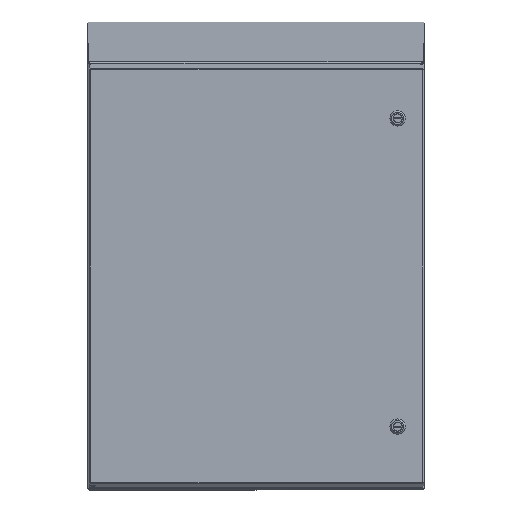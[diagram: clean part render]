
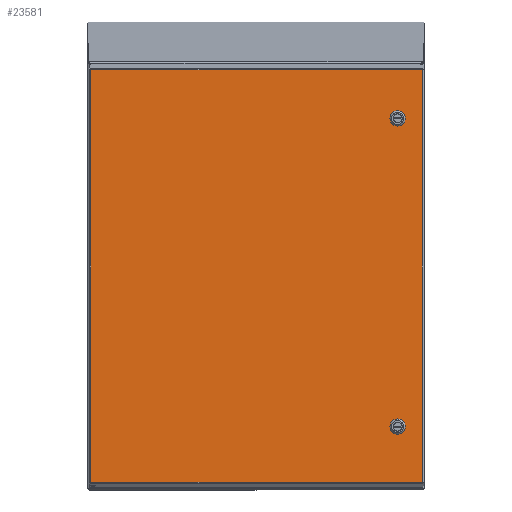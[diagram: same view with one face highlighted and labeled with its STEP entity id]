
A CAD part, top view. The second image highlights one B-rep face of the part: STEP entity #23581.
In plain terms, the highlighted planar face has unit normal (0, 0, 1).
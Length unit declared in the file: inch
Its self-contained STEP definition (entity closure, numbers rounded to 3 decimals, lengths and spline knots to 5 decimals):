
#21758=CARTESIAN_POINT('',(21.96087,-24.83316,0.074));
#21759=VERTEX_POINT('',#21758);
#21766=CARTESIAN_POINT('',(21.77499,-24.64723,0.074));
#21767=VERTEX_POINT('',#21766);
#21768=CARTESIAN_POINT('',(21.56134,-25.04668,0.074));
#21769=DIRECTION('',(0.0,0.0,-1.0));
#21770=DIRECTION('',(0.882,0.471,0.0));
#21771=AXIS2_PLACEMENT_3D('',#21768,#21769,#21770);
#21772=CIRCLE('',#21771,0.453);
#21773=EDGE_CURVE('',#21767,#21759,#21772,.T.);
#21798=CARTESIAN_POINT('',(21.34787,-24.64723,0.074));
#21799=VERTEX_POINT('',#21798);
#21800=CARTESIAN_POINT('',(21.34787,-24.64723,0.074));
#21801=DIRECTION('',(1.0,0.,0.0));
#21802=VECTOR('',#21801,0.42712);
#21803=LINE('',#21800,#21802);
#21804=EDGE_CURVE('',#21799,#21767,#21803,.T.);
#21830=CARTESIAN_POINT('',(21.16187,-24.83316,0.074));
#21831=VERTEX_POINT('',#21830);
#21832=CARTESIAN_POINT('',(21.56134,-25.04677,0.074));
#21833=DIRECTION('',(0.0,0.0,-1.0));
#21834=DIRECTION('',(-0.471,0.882,0.0));
#21835=AXIS2_PLACEMENT_3D('',#21832,#21833,#21834);
#21836=CIRCLE('',#21835,0.453);
#21837=EDGE_CURVE('',#21831,#21799,#21836,.T.);
#21862=CARTESIAN_POINT('',(21.16187,-25.26029,0.074));
#21863=VERTEX_POINT('',#21862);
#21864=CARTESIAN_POINT('',(21.16187,-25.26029,0.074));
#21865=DIRECTION('',(0.,1.0,0.0));
#21866=VECTOR('',#21865,0.42712);
#21867=LINE('',#21864,#21866);
#21868=EDGE_CURVE('',#21863,#21831,#21867,.T.);
#21894=CARTESIAN_POINT('',(21.3478,-25.44623,0.074));
#21895=VERTEX_POINT('',#21894);
#21896=CARTESIAN_POINT('',(21.56137,-25.04673,0.074));
#21897=DIRECTION('',(0.0,0.0,-1.0));
#21898=DIRECTION('',(-0.882,-0.471,0.0));
#21899=AXIS2_PLACEMENT_3D('',#21896,#21897,#21898);
#21900=CIRCLE('',#21899,0.453);
#21901=EDGE_CURVE('',#21895,#21863,#21900,.T.);
#21926=CARTESIAN_POINT('',(21.77493,-25.44623,0.074));
#21927=VERTEX_POINT('',#21926);
#21928=CARTESIAN_POINT('',(21.77493,-25.44623,0.074));
#21929=DIRECTION('',(-1.0,0.,0.0));
#21930=VECTOR('',#21929,0.42712);
#21931=LINE('',#21928,#21930);
#21932=EDGE_CURVE('',#21927,#21895,#21931,.T.);
#21958=CARTESIAN_POINT('',(21.96087,-25.26029,0.074));
#21959=VERTEX_POINT('',#21958);
#21960=CARTESIAN_POINT('',(21.56137,-25.04673,0.074));
#21961=DIRECTION('',(0.0,0.0,-1.0));
#21962=DIRECTION('',(0.471,-0.882,0.0));
#21963=AXIS2_PLACEMENT_3D('',#21960,#21961,#21962);
#21964=CIRCLE('',#21963,0.453);
#21965=EDGE_CURVE('',#21959,#21927,#21964,.T.);
#21988=CARTESIAN_POINT('',(21.96087,-24.83316,0.074));
#21989=DIRECTION('',(0.,-1.0,0.0));
#21990=VECTOR('',#21989,0.42712);
#21991=LINE('',#21988,#21990);
#21992=EDGE_CURVE('',#21759,#21959,#21991,.T.);
#22014=CARTESIAN_POINT('',(21.96087,-2.83316,0.074));
#22015=VERTEX_POINT('',#22014);
#22022=CARTESIAN_POINT('',(21.77499,-2.64723,0.074));
#22023=VERTEX_POINT('',#22022);
#22024=CARTESIAN_POINT('',(21.56134,-3.04668,0.074));
#22025=DIRECTION('',(0.0,0.0,-1.0));
#22026=DIRECTION('',(0.882,0.471,0.0));
#22027=AXIS2_PLACEMENT_3D('',#22024,#22025,#22026);
#22028=CIRCLE('',#22027,0.453);
#22029=EDGE_CURVE('',#22023,#22015,#22028,.T.);
#22054=CARTESIAN_POINT('',(21.34787,-2.64723,0.074));
#22055=VERTEX_POINT('',#22054);
#22056=CARTESIAN_POINT('',(21.34787,-2.64723,0.074));
#22057=DIRECTION('',(1.0,0.,0.0));
#22058=VECTOR('',#22057,0.42712);
#22059=LINE('',#22056,#22058);
#22060=EDGE_CURVE('',#22055,#22023,#22059,.T.);
#22086=CARTESIAN_POINT('',(21.16187,-2.83316,0.074));
#22087=VERTEX_POINT('',#22086);
#22088=CARTESIAN_POINT('',(21.56134,-3.04677,0.074));
#22089=DIRECTION('',(0.0,0.0,-1.0));
#22090=DIRECTION('',(-0.471,0.882,0.0));
#22091=AXIS2_PLACEMENT_3D('',#22088,#22089,#22090);
#22092=CIRCLE('',#22091,0.453);
#22093=EDGE_CURVE('',#22087,#22055,#22092,.T.);
#22118=CARTESIAN_POINT('',(21.16187,-3.26029,0.074));
#22119=VERTEX_POINT('',#22118);
#22120=CARTESIAN_POINT('',(21.16187,-3.26029,0.074));
#22121=DIRECTION('',(0.,1.0,0.0));
#22122=VECTOR('',#22121,0.42712);
#22123=LINE('',#22120,#22122);
#22124=EDGE_CURVE('',#22119,#22087,#22123,.T.);
#22150=CARTESIAN_POINT('',(21.3478,-3.44623,0.074));
#22151=VERTEX_POINT('',#22150);
#22152=CARTESIAN_POINT('',(21.56137,-3.04673,0.074));
#22153=DIRECTION('',(0.0,0.0,-1.0));
#22154=DIRECTION('',(-0.882,-0.471,0.0));
#22155=AXIS2_PLACEMENT_3D('',#22152,#22153,#22154);
#22156=CIRCLE('',#22155,0.453);
#22157=EDGE_CURVE('',#22151,#22119,#22156,.T.);
#22182=CARTESIAN_POINT('',(21.77493,-3.44623,0.074));
#22183=VERTEX_POINT('',#22182);
#22184=CARTESIAN_POINT('',(21.77493,-3.44623,0.074));
#22185=DIRECTION('',(-1.0,0.,0.0));
#22186=VECTOR('',#22185,0.42712);
#22187=LINE('',#22184,#22186);
#22188=EDGE_CURVE('',#22183,#22151,#22187,.T.);
#22214=CARTESIAN_POINT('',(21.96087,-3.26029,0.074));
#22215=VERTEX_POINT('',#22214);
#22216=CARTESIAN_POINT('',(21.56137,-3.04673,0.074));
#22217=DIRECTION('',(0.0,0.0,-1.0));
#22218=DIRECTION('',(0.471,-0.882,0.0));
#22219=AXIS2_PLACEMENT_3D('',#22216,#22217,#22218);
#22220=CIRCLE('',#22219,0.453);
#22221=EDGE_CURVE('',#22215,#22183,#22220,.T.);
#22244=CARTESIAN_POINT('',(21.96087,-2.83316,0.074));
#22245=DIRECTION('',(0.,-1.0,0.0));
#22246=VECTOR('',#22245,0.42712);
#22247=LINE('',#22244,#22246);
#22248=EDGE_CURVE('',#22015,#22215,#22247,.T.);
#22301=CARTESIAN_POINT('',(23.33112,-29.0199,0.074));
#22302=VERTEX_POINT('',#22301);
#22330=CARTESIAN_POINT('',(23.33112,0.42645,0.074));
#22331=VERTEX_POINT('',#22330);
#22342=CARTESIAN_POINT('',(23.33112,-29.0199,0.074));
#22343=DIRECTION('',(0.0,1.0,0.0));
#22344=VECTOR('',#22343,29.44636);
#22345=LINE('',#22342,#22344);
#22346=EDGE_CURVE('',#22302,#22331,#22345,.T.);
#22793=CARTESIAN_POINT('',(-0.33338,-29.0199,0.074));
#22794=VERTEX_POINT('',#22793);
#22890=CARTESIAN_POINT('',(-0.33338,0.42645,0.074));
#22891=VERTEX_POINT('',#22890);
#22892=CARTESIAN_POINT('',(-0.33338,0.42645,0.074));
#22893=DIRECTION('',(0.0,-1.0,0.0));
#22894=VECTOR('',#22893,29.44636);
#22895=LINE('',#22892,#22894);
#22896=EDGE_CURVE('',#22891,#22794,#22895,.T.);
#23494=CARTESIAN_POINT('',(23.33112,0.42645,0.074));
#23495=DIRECTION('',(-1.0,0.0,0.0));
#23496=VECTOR('',#23495,23.6645);
#23497=LINE('',#23494,#23496);
#23498=EDGE_CURVE('',#22331,#22891,#23497,.T.);
#23528=CARTESIAN_POINT('',(-0.33338,-29.0199,0.074));
#23529=DIRECTION('',(1.0,0.0,0.0));
#23530=VECTOR('',#23529,23.6645);
#23531=LINE('',#23528,#23530);
#23532=EDGE_CURVE('',#22794,#22302,#23531,.T.);
#23550=CARTESIAN_POINT('',(11.49887,-14.29673,0.074));
#23551=DIRECTION('',(0.0,0.0,1.0));
#23552=DIRECTION('',(1.0,0.0,0.0));
#23553=AXIS2_PLACEMENT_3D('',#23550,#23551,#23552);
#23554=PLANE('',#23553);
#23555=ORIENTED_EDGE('',*,*,#23532,.T.);
#23556=ORIENTED_EDGE('',*,*,#22346,.T.);
#23557=ORIENTED_EDGE('',*,*,#23498,.T.);
#23558=ORIENTED_EDGE('',*,*,#22896,.T.);
#23559=EDGE_LOOP('',(#23555,#23556,#23557,#23558));
#23560=FACE_OUTER_BOUND('',#23559,.T.);
#23561=ORIENTED_EDGE('',*,*,#21773,.T.);
#23562=ORIENTED_EDGE('',*,*,#21992,.T.);
#23563=ORIENTED_EDGE('',*,*,#21965,.T.);
#23564=ORIENTED_EDGE('',*,*,#21932,.T.);
#23565=ORIENTED_EDGE('',*,*,#21901,.T.);
#23566=ORIENTED_EDGE('',*,*,#21868,.T.);
#23567=ORIENTED_EDGE('',*,*,#21837,.T.);
#23568=ORIENTED_EDGE('',*,*,#21804,.T.);
#23569=EDGE_LOOP('',(#23561,#23562,#23563,#23564,#23565,#23566,#23567,#23568));
#23570=FACE_BOUND('',#23569,.T.);
#23571=ORIENTED_EDGE('',*,*,#22029,.T.);
#23572=ORIENTED_EDGE('',*,*,#22248,.T.);
#23573=ORIENTED_EDGE('',*,*,#22221,.T.);
#23574=ORIENTED_EDGE('',*,*,#22188,.T.);
#23575=ORIENTED_EDGE('',*,*,#22157,.T.);
#23576=ORIENTED_EDGE('',*,*,#22124,.T.);
#23577=ORIENTED_EDGE('',*,*,#22093,.T.);
#23578=ORIENTED_EDGE('',*,*,#22060,.T.);
#23579=EDGE_LOOP('',(#23571,#23572,#23573,#23574,#23575,#23576,#23577,#23578));
#23580=FACE_BOUND('',#23579,.T.);
#23581=ADVANCED_FACE('',(#23560,#23570,#23580),#23554,.T.);
